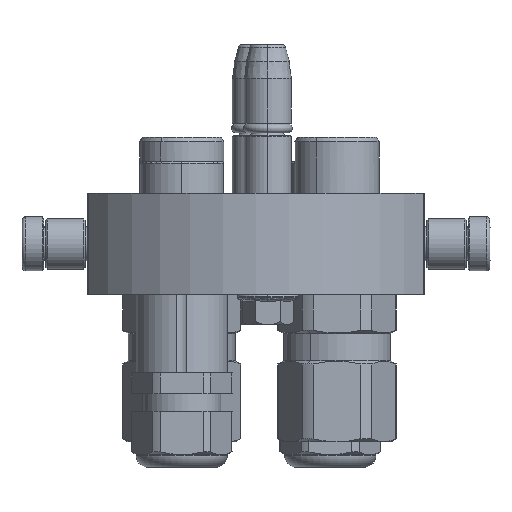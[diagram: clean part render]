
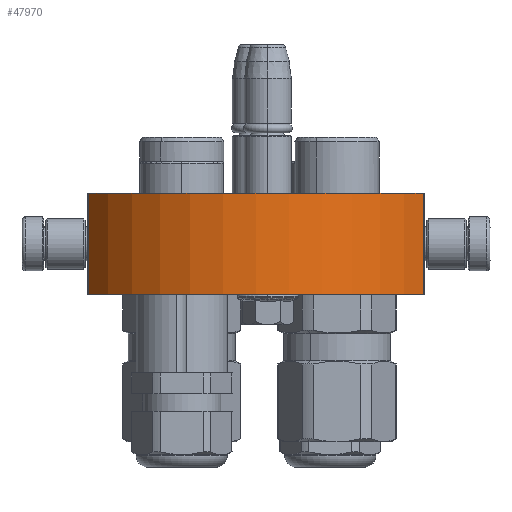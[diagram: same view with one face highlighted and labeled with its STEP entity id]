
A CAD part, left-side view. The second image highlights one B-rep face of the part: STEP entity #47970.
In plain terms, the highlighted cylindrical face has radius 57.25 mm (diameter 114.5 mm), a partial arc.
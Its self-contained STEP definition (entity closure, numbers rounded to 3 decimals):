
#1108 = DIRECTION ( 'NONE',  ( 0.865, 0., -0.502 ) ) ;
#2386 = CYLINDRICAL_SURFACE ( 'NONE', #37692, 57.25 ) ;
#3520 = DIRECTION ( 'NONE',  ( 0.865, 0., -0.502 ) ) ;
#6970 = CARTESIAN_POINT ( 'NONE',  ( 0., 0., 0. ) ) ;
#6988 = ORIENTED_EDGE ( 'NONE', *, *, #49229, .F. ) ;
#7723 = EDGE_LOOP ( 'NONE', ( #13942, #6988, #50012, #19579 ) ) ;
#7974 = VERTEX_POINT ( 'NONE', #46113 ) ;
#8845 = DIRECTION ( 'NONE',  ( 0., 1., 0. ) ) ;
#12389 = EDGE_CURVE ( 'NONE', #50505, #38143, #32713, .T. ) ;
#13693 = AXIS2_PLACEMENT_3D ( 'NONE', #30978, #23066, #3520 ) ;
#13942 = ORIENTED_EDGE ( 'NONE', *, *, #22725, .F. ) ;
#14811 = DIRECTION ( 'NONE',  ( 0., -1., 0. ) ) ;
#15281 = CIRCLE ( 'NONE', #13693, 57.25 ) ;
#16028 = DIRECTION ( 'NONE',  ( 0., 1., 0. ) ) ;
#17870 = VECTOR ( 'NONE', #21942, 1000. ) ;
#19579 = ORIENTED_EDGE ( 'NONE', *, *, #28217, .T. ) ;
#20468 = AXIS2_PLACEMENT_3D ( 'NONE', #40604, #8845, #1108 ) ;
#21942 = DIRECTION ( 'NONE',  ( 0., 1., 0. ) ) ;
#22210 = DIRECTION ( 'NONE',  ( 1., 0., 0. ) ) ;
#22725 = EDGE_CURVE ( 'NONE', #46045, #7974, #15281, .T. ) ;
#22969 = CARTESIAN_POINT ( 'NONE',  ( 49.5, 30., -28.763 ) ) ;
#23066 = DIRECTION ( 'NONE',  ( 0., 1., 0. ) ) ;
#24911 = LINE ( 'NONE', #39942, #36613 ) ;
#28217 = EDGE_CURVE ( 'NONE', #38143, #7974, #38837, .T. ) ;
#30978 = CARTESIAN_POINT ( 'NONE',  ( 0., 30., 0. ) ) ;
#32713 = CIRCLE ( 'NONE', #20468, 57.25 ) ;
#33152 = CARTESIAN_POINT ( 'NONE',  ( -49.5, 0., -28.763 ) ) ;
#36613 = VECTOR ( 'NONE', #16028, 1000. ) ;
#37692 = AXIS2_PLACEMENT_3D ( 'NONE', #6970, #14811, #22210 ) ;
#38143 = VERTEX_POINT ( 'NONE', #43236 ) ;
#38837 = LINE ( 'NONE', #33152, #17870 ) ;
#39942 = CARTESIAN_POINT ( 'NONE',  ( 49.5, 0., -28.763 ) ) ;
#40604 = CARTESIAN_POINT ( 'NONE',  ( 0., 0., 0. ) ) ;
#41178 = CARTESIAN_POINT ( 'NONE',  ( 49.5, 0., -28.763 ) ) ;
#43236 = CARTESIAN_POINT ( 'NONE',  ( -49.5, 0., -28.763 ) ) ;
#46045 = VERTEX_POINT ( 'NONE', #22969 ) ;
#46113 = CARTESIAN_POINT ( 'NONE',  ( -49.5, 30., -28.763 ) ) ;
#47970 = ADVANCED_FACE ( 'NONE', ( #50360 ), #2386, .T. ) ;
#49229 = EDGE_CURVE ( 'NONE', #50505, #46045, #24911, .T. ) ;
#50012 = ORIENTED_EDGE ( 'NONE', *, *, #12389, .T. ) ;
#50360 = FACE_OUTER_BOUND ( 'NONE', #7723, .T. ) ;
#50505 = VERTEX_POINT ( 'NONE', #41178 ) ;
